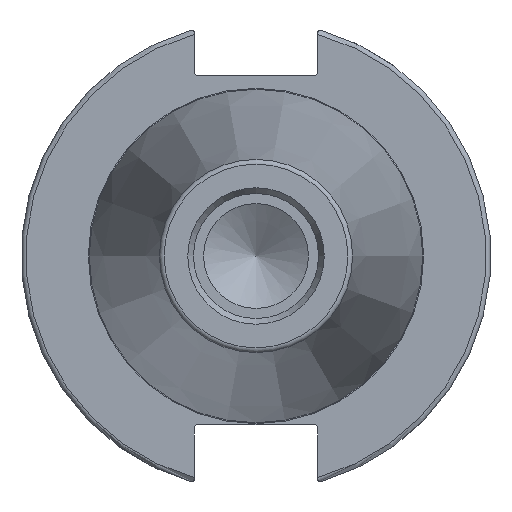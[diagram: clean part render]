
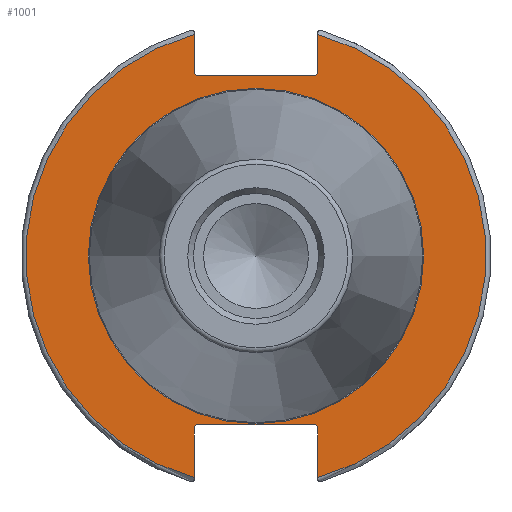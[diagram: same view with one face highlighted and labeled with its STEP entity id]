
A CAD part, left-side view. The second image highlights one B-rep face of the part: STEP entity #1001.
In plain terms, the highlighted planar face has unit normal (-1, 0, 0).
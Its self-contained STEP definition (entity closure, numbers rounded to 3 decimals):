
#59=FACE_BOUND('',#175,.T.);
#66=PLANE('',#1105);
#113=FACE_OUTER_BOUND('',#174,.T.);
#174=EDGE_LOOP('',(#720,#721,#722,#723,#724,#725,#726,#727,#728,#729,#730,
#731));
#175=EDGE_LOOP('',(#732));
#233=LINE('',#1542,#302);
#234=LINE('',#1544,#303);
#235=LINE('',#1546,#304);
#236=LINE('',#1548,#305);
#237=LINE('',#1550,#306);
#238=LINE('',#1554,#307);
#239=LINE('',#1556,#308);
#240=LINE('',#1558,#309);
#241=LINE('',#1560,#310);
#242=LINE('',#1561,#311);
#302=VECTOR('',#1262,10.);
#303=VECTOR('',#1263,10.);
#304=VECTOR('',#1264,10.);
#305=VECTOR('',#1265,10.);
#306=VECTOR('',#1266,10.);
#307=VECTOR('',#1269,10.);
#308=VECTOR('',#1270,10.);
#309=VECTOR('',#1271,10.);
#310=VECTOR('',#1272,10.);
#311=VECTOR('',#1273,10.);
#384=CIRCLE('',#1103,35.125);
#386=CIRCLE('',#1106,48.213);
#387=CIRCLE('',#1107,48.213);
#434=VERTEX_POINT('',#1533);
#435=VERTEX_POINT('',#1538);
#436=VERTEX_POINT('',#1539);
#437=VERTEX_POINT('',#1541);
#438=VERTEX_POINT('',#1543);
#439=VERTEX_POINT('',#1545);
#440=VERTEX_POINT('',#1547);
#441=VERTEX_POINT('',#1549);
#442=VERTEX_POINT('',#1551);
#443=VERTEX_POINT('',#1553);
#444=VERTEX_POINT('',#1555);
#445=VERTEX_POINT('',#1557);
#446=VERTEX_POINT('',#1559);
#543=EDGE_CURVE('',#434,#434,#384,.T.);
#545=EDGE_CURVE('',#435,#436,#386,.T.);
#546=EDGE_CURVE('',#435,#437,#233,.T.);
#547=EDGE_CURVE('',#438,#437,#234,.T.);
#548=EDGE_CURVE('',#438,#439,#235,.T.);
#549=EDGE_CURVE('',#440,#439,#236,.T.);
#550=EDGE_CURVE('',#440,#441,#237,.T.);
#551=EDGE_CURVE('',#442,#441,#387,.T.);
#552=EDGE_CURVE('',#442,#443,#238,.T.);
#553=EDGE_CURVE('',#444,#443,#239,.T.);
#554=EDGE_CURVE('',#444,#445,#240,.T.);
#555=EDGE_CURVE('',#446,#445,#241,.T.);
#556=EDGE_CURVE('',#446,#436,#242,.T.);
#720=ORIENTED_EDGE('',*,*,#545,.F.);
#721=ORIENTED_EDGE('',*,*,#546,.T.);
#722=ORIENTED_EDGE('',*,*,#547,.F.);
#723=ORIENTED_EDGE('',*,*,#548,.T.);
#724=ORIENTED_EDGE('',*,*,#549,.F.);
#725=ORIENTED_EDGE('',*,*,#550,.T.);
#726=ORIENTED_EDGE('',*,*,#551,.F.);
#727=ORIENTED_EDGE('',*,*,#552,.T.);
#728=ORIENTED_EDGE('',*,*,#553,.F.);
#729=ORIENTED_EDGE('',*,*,#554,.T.);
#730=ORIENTED_EDGE('',*,*,#555,.F.);
#731=ORIENTED_EDGE('',*,*,#556,.T.);
#732=ORIENTED_EDGE('',*,*,#543,.F.);
#1001=ADVANCED_FACE('',(#113,#59),#66,.T.);
#1103=AXIS2_PLACEMENT_3D('',#1535,#1254,#1255);
#1105=AXIS2_PLACEMENT_3D('',#1537,#1258,#1259);
#1106=AXIS2_PLACEMENT_3D('',#1540,#1260,#1261);
#1107=AXIS2_PLACEMENT_3D('',#1552,#1267,#1268);
#1254=DIRECTION('center_axis',(-1.,0.,0.));
#1255=DIRECTION('ref_axis',(0.,-1.,0.));
#1258=DIRECTION('center_axis',(-1.,0.,0.));
#1259=DIRECTION('ref_axis',(0.,0.,1.));
#1260=DIRECTION('center_axis',(1.,0.,0.));
#1261=DIRECTION('ref_axis',(0.,-1.,0.));
#1262=DIRECTION('',(0.,0.,-1.));
#1263=DIRECTION('',(0.,-0.707,0.707));
#1264=DIRECTION('',(0.,1.,0.));
#1265=DIRECTION('',(0.,-0.707,-0.707));
#1266=DIRECTION('',(0.,0.,1.));
#1267=DIRECTION('center_axis',(1.,0.,0.));
#1268=DIRECTION('ref_axis',(0.,1.,0.));
#1269=DIRECTION('',(0.,0.,1.));
#1270=DIRECTION('',(0.,0.707,-0.707));
#1271=DIRECTION('',(0.,-1.,0.));
#1272=DIRECTION('',(0.,0.707,0.707));
#1273=DIRECTION('',(0.,0.,-1.));
#1533=CARTESIAN_POINT('',(3.175,0.,35.125));
#1535=CARTESIAN_POINT('Origin',(3.175,0.,0.));
#1537=CARTESIAN_POINT('Origin',(3.175,49.213,0.));
#1538=CARTESIAN_POINT('',(3.175,-12.95,46.441));
#1539=CARTESIAN_POINT('',(3.175,-12.95,-46.441));
#1540=CARTESIAN_POINT('Origin',(3.175,0.,0.));
#1541=CARTESIAN_POINT('',(3.175,-12.95,38.219));
#1542=CARTESIAN_POINT('',(3.175,-12.95,18.86));
#1543=CARTESIAN_POINT('',(3.175,-12.45,37.719));
#1544=CARTESIAN_POINT('',(3.175,12.27,12.999));
#1545=CARTESIAN_POINT('',(3.175,12.45,37.719));
#1546=CARTESIAN_POINT('',(3.175,24.606,37.719));
#1547=CARTESIAN_POINT('',(3.175,12.95,38.219));
#1548=CARTESIAN_POINT('',(3.175,12.336,37.605));
#1549=CARTESIAN_POINT('',(3.175,12.95,46.441));
#1550=CARTESIAN_POINT('',(3.175,12.95,18.86));
#1551=CARTESIAN_POINT('',(3.175,12.95,-46.441));
#1552=CARTESIAN_POINT('Origin',(3.175,0.,0.));
#1553=CARTESIAN_POINT('',(3.175,12.95,-35.806));
#1554=CARTESIAN_POINT('',(3.175,12.95,-17.653));
#1555=CARTESIAN_POINT('',(3.175,12.45,-35.306));
#1556=CARTESIAN_POINT('',(3.175,12.939,-35.795));
#1557=CARTESIAN_POINT('',(3.175,-12.45,-35.306));
#1558=CARTESIAN_POINT('',(3.175,24.606,-35.306));
#1559=CARTESIAN_POINT('',(3.175,-12.95,-35.806));
#1560=CARTESIAN_POINT('',(3.175,11.667,-11.189));
#1561=CARTESIAN_POINT('',(3.175,-12.95,-17.653));
